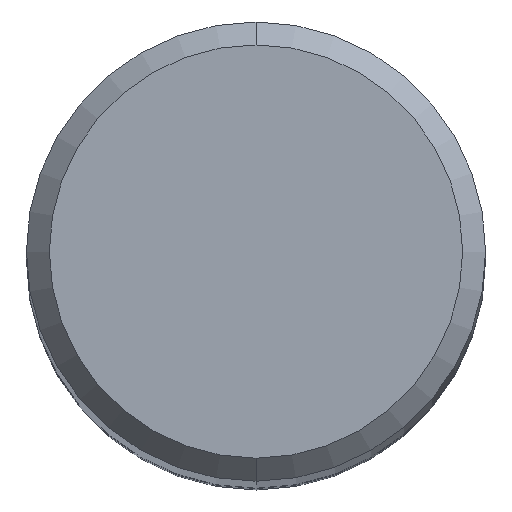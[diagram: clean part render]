
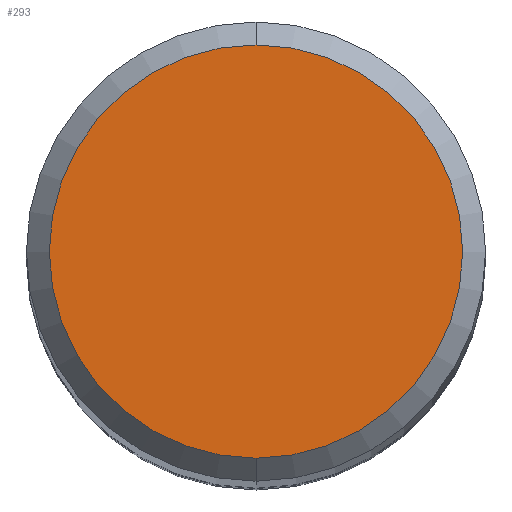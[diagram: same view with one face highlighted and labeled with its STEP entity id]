
A CAD part, top view. The second image highlights one B-rep face of the part: STEP entity #293.
In plain terms, the highlighted planar face has unit normal (0, 0, 1).
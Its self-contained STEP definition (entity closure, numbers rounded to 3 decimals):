
#293=ADVANCED_FACE('',(#620),#621,.T.);
#327=VERTEX_POINT('',#656);
#381=EDGE_CURVE('',#425,#327,#714,.T.);
#425=VERTEX_POINT('',#769);
#447=EDGE_CURVE('',#327,#425,#794,.T.);
#620=FACE_OUTER_BOUND('',#1056,.T.);
#621=PLANE('',#1057);
#656=CARTESIAN_POINT('',(0.0,3.6,0.0));
#714=CIRCLE('',#1293,3.6);
#769=CARTESIAN_POINT('',(0.,-3.6,0.0));
#794=CIRCLE('',#1444,3.6);
#1056=EDGE_LOOP('',(#1643,#1644));
#1057=AXIS2_PLACEMENT_3D('',#1645,#1646,#1647);
#1293=AXIS2_PLACEMENT_3D('',#1718,#1719,#1720);
#1444=AXIS2_PLACEMENT_3D('',#1844,#1845,#1846);
#1643=ORIENTED_EDGE('',*,*,#447,.F.);
#1644=ORIENTED_EDGE('',*,*,#381,.F.);
#1645=CARTESIAN_POINT('',(0.0,1.8,0.0));
#1646=DIRECTION('',(-0.0,0.0,1.0));
#1647=DIRECTION('',(0.0,-1.0,0.0));
#1718=CARTESIAN_POINT('',(0.0,0.0,0.0));
#1719=DIRECTION('',(0.0,0.0,-1.0));
#1720=DIRECTION('',(0.0,1.0,0.0));
#1844=CARTESIAN_POINT('',(0.0,0.0,0.0));
#1845=DIRECTION('',(0.0,0.0,-1.0));
#1846=DIRECTION('',(0.0,1.0,0.0));
